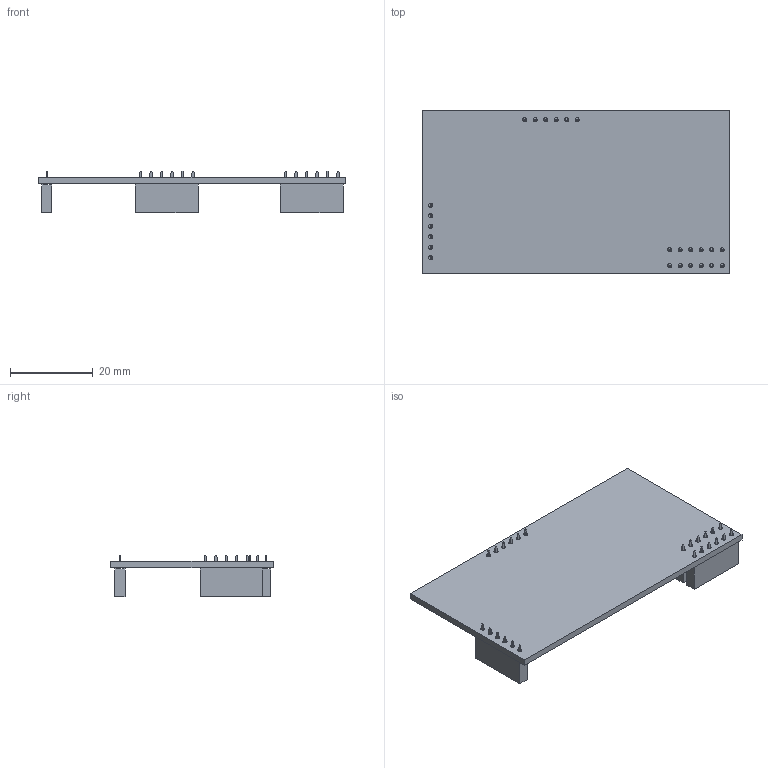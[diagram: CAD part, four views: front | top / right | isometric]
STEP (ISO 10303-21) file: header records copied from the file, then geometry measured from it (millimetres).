
FILE_DESCRIPTION(('KiCad electronic assembly'),'2;1');
FILE_NAME('Encoder_Input.step','2023-06-14T09:44:25',('Pcbnew'),('Kicad' ),'Open CASCADE STEP processor 7.6','KiCad to STEP converter', 'Unknown');
FILE_SCHEMA(('AUTOMOTIVE_DESIGN { 1 0 10303 214 1 1 1 1 }'));
Length unit declared in the file: millimetre
Products named in the file (4): Encoder_Input 1; PinSocket_1x06_P2.54mm_Vertical; SOLID; PCB
Assembly tree (6 placements, depth 3):
  Encoder_Input 1
    PinSocket_1x06_P2.54mm_Vertical  x4
      SOLID
    PCB
Bounding box: 74.36 x 39.39 x 10.1 mm (x, y, z)
Volume: 5675.6 mm3; surface area: 8126.7 mm2
Topology: 5 solids, 5 shells, 814 faces, 2100 edges, 1368 vertices
Faces by surface type: plane 790, cylinder 24
Full cylindrical faces by diameter (mm): 1 x24
Entity records: 16152 total; most frequent: CARTESIAN_POINT 2669, DIRECTION 2230, LINE 1668, VECTOR 1668, ORIENTED_EDGE 1176, PCURVE 1176, DEFINITIONAL_REPRESENTATION 1176, EDGE_CURVE 588
